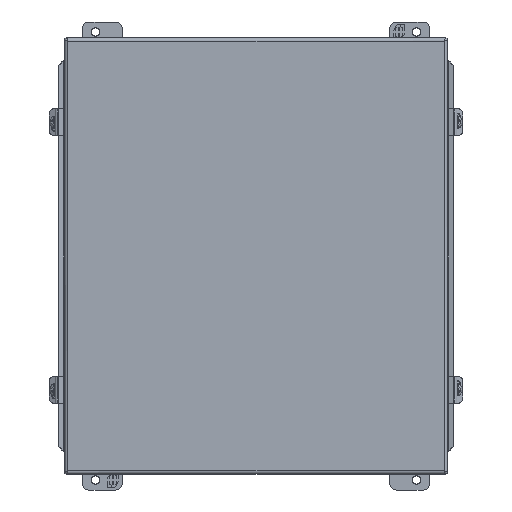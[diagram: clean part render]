
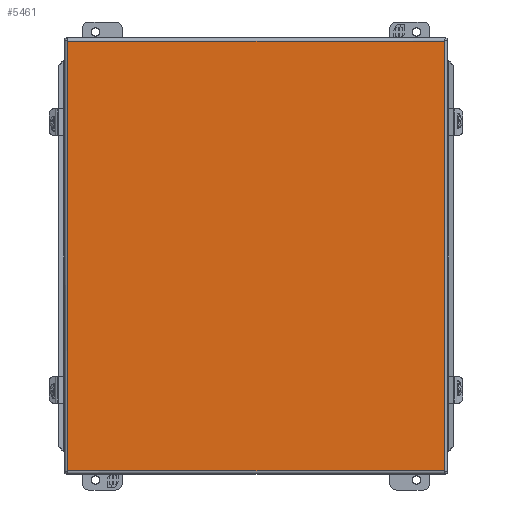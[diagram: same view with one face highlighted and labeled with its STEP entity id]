
A CAD part, front view. The second image highlights one B-rep face of the part: STEP entity #5461.
In plain terms, the highlighted planar face has unit normal (0, -1, 0).
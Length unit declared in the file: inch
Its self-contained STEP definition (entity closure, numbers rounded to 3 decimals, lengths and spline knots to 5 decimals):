
#4091 = VERTEX_POINT ( 'NONE', #24309 ) ;
#5203 = VERTEX_POINT ( 'NONE', #15959 ) ;
#5461 = ADVANCED_FACE ( 'NONE', ( #34467 ), #20306, .T. ) ;
#6372 = AXIS2_PLACEMENT_3D ( 'NONE', #9224, #34076, #28495 ) ;
#8975 = CARTESIAN_POINT ( 'NONE',  ( -7.15591, -6.19685, 8.0378 ) ) ;
#9053 = LINE ( 'NONE', #18838, #28242 ) ;
#9224 = CARTESIAN_POINT ( 'NONE',  ( 0., -6.19685, 0. ) ) ;
#11547 = LINE ( 'NONE', #35597, #28083 ) ;
#11767 = EDGE_LOOP ( 'NONE', ( #22847, #21751, #19133, #12797 ) ) ;
#11798 = DIRECTION ( 'NONE',  ( -1., 0., 0. ) ) ;
#12797 = ORIENTED_EDGE ( 'NONE', *, *, #31173, .T. ) ;
#15959 = CARTESIAN_POINT ( 'NONE',  ( -7.0378, -6.19685, 8.0378 ) ) ;
#16228 = VERTEX_POINT ( 'NONE', #23054 ) ;
#17110 = EDGE_CURVE ( 'NONE', #4091, #25032, #9053, .T. ) ;
#17734 = VECTOR ( 'NONE', #11798, 39.37008 ) ;
#18838 = CARTESIAN_POINT ( 'NONE',  ( 7.0378, -6.19685, 8.15591 ) ) ;
#19133 = ORIENTED_EDGE ( 'NONE', *, *, #17110, .T. ) ;
#20306 = PLANE ( 'NONE',  #6372 ) ;
#20900 = CARTESIAN_POINT ( 'NONE',  ( 7.15591, -6.19685, -8.0378 ) ) ;
#21751 = ORIENTED_EDGE ( 'NONE', *, *, #30742, .T. ) ;
#22847 = ORIENTED_EDGE ( 'NONE', *, *, #31663, .T. ) ;
#23054 = CARTESIAN_POINT ( 'NONE',  ( -7.0378, -6.19685, -8.0378 ) ) ;
#24309 = CARTESIAN_POINT ( 'NONE',  ( 7.0378, -6.19685, -8.0378 ) ) ;
#25032 = VERTEX_POINT ( 'NONE', #28382 ) ;
#27281 = DIRECTION ( 'NONE',  ( 0., 0., 1. ) ) ;
#28083 = VECTOR ( 'NONE', #30162, 39.37008 ) ;
#28242 = VECTOR ( 'NONE', #27281, 39.37008 ) ;
#28382 = CARTESIAN_POINT ( 'NONE',  ( 7.0378, -6.19685, 8.0378 ) ) ;
#28495 = DIRECTION ( 'NONE',  ( 0., 0., -1. ) ) ;
#30162 = DIRECTION ( 'NONE',  ( 0., 0., -1. ) ) ;
#30742 = EDGE_CURVE ( 'NONE', #16228, #4091, #33505, .T. ) ;
#31173 = EDGE_CURVE ( 'NONE', #25032, #5203, #31262, .T. ) ;
#31262 = LINE ( 'NONE', #8975, #17734 ) ;
#31663 = EDGE_CURVE ( 'NONE', #5203, #16228, #11547, .T. ) ;
#32351 = DIRECTION ( 'NONE',  ( 1., 0., 0. ) ) ;
#32624 = VECTOR ( 'NONE', #32351, 39.37008 ) ;
#33505 = LINE ( 'NONE', #20900, #32624 ) ;
#34076 = DIRECTION ( 'NONE',  ( 0., -1., 0. ) ) ;
#34467 = FACE_OUTER_BOUND ( 'NONE', #11767, .T. ) ;
#35597 = CARTESIAN_POINT ( 'NONE',  ( -7.0378, -6.19685, -8.15591 ) ) ;
